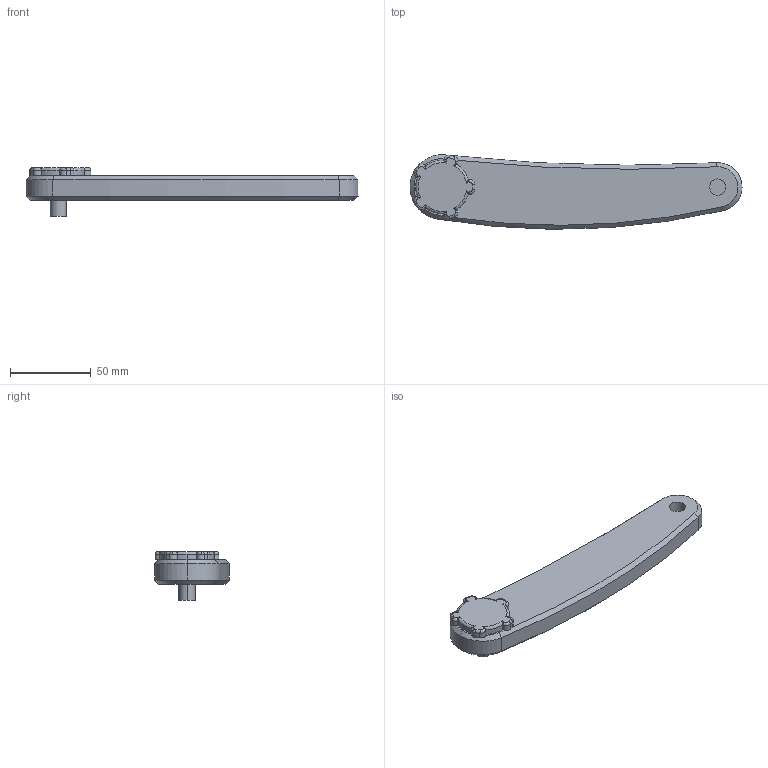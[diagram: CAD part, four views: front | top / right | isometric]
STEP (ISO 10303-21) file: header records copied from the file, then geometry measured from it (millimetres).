
FILE_DESCRIPTION (( 'STEP AP203' ), '1' );
FILE_NAME ('Part2_Default_sldprt.STEP', '2024-09-09T13:46:17', ( '' ), ( '' ), 'SwSTEP 2.0', 'SolidWorks 2024', '' );
FILE_SCHEMA (( 'CONFIG_CONTROL_DESIGN' ));
Length unit declared in the file: millimetre
Products named in the file (1): Part2_Default_sldprt
Bounding box: 205 x 46.07 x 30 mm (x, y, z)
Volume: 114705.9 mm3; surface area: 21769.3 mm2
Topology: 1 solids, 1 shells, 98 faces, 233 edges, 139 vertices
Faces by surface type: cylinder 42, plane 27, torus 19, cone 10
Entity records: 2979 total; most frequent: CARTESIAN_POINT 567, DIRECTION 544, ORIENTED_EDGE 466, EDGE_CURVE 233, AXIS2_PLACEMENT_3D 224, VERTEX_POINT 139, CIRCLE 125, EDGE_LOOP 100
